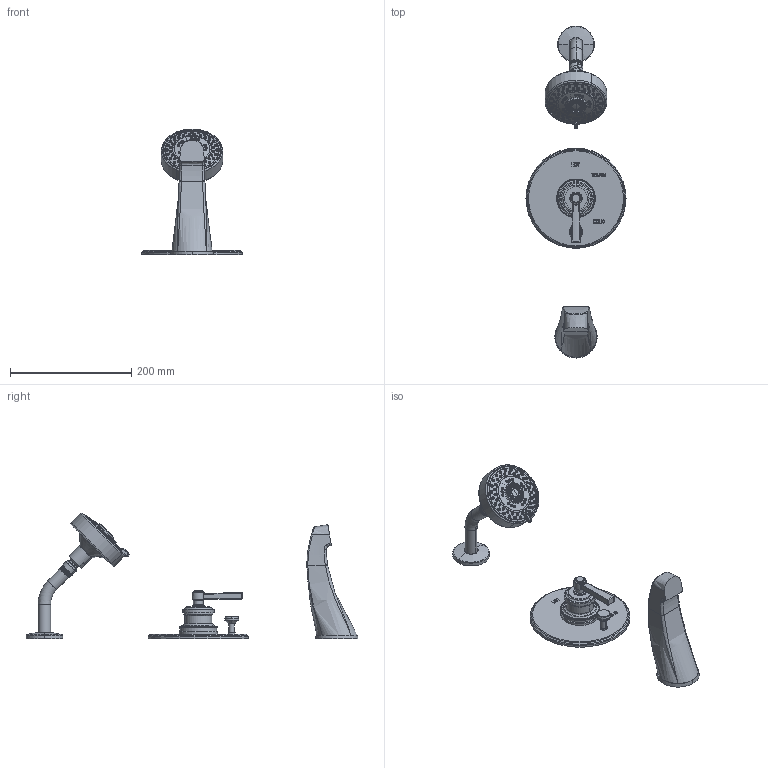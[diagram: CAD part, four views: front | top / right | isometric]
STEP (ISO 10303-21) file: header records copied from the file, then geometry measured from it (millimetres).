
FILE_DESCRIPTION((''),'2;1');
FILE_NAME('3-1622BP','2021-05-27T13:22:44',('jinson.thomas'),(''),'CREO PARAMETRIC BY PTC INC, 2018400','CREO PARAMETRIC BY PTC INC, 2018400','');
FILE_SCHEMA(('CONFIG_CONTROL_DESIGN'));
Products named in the file (1): 3-1622BP
Bounding box: 165.1 x 547.75 x 207.64 mm (x, y, z)
Volume: 991134 mm3; surface area: 144112.6 mm2
Topology: 3 solids, 3 shells, 1998 faces, 4877 edges, 3066 vertices
Faces by surface type: plane 776, cylinder 406, torus 347, cone 308, bspline 151, sphere 10
Entity records: 79327 total; most frequent: CARTESIAN_POINT 32960, ORIENTED_EDGE 9750, DIRECTION 9437, EDGE_CURVE 4875, AXIS2_PLACEMENT_3D 3411, VERTEX_POINT 3066, VECTOR 2615, LINE 2615
